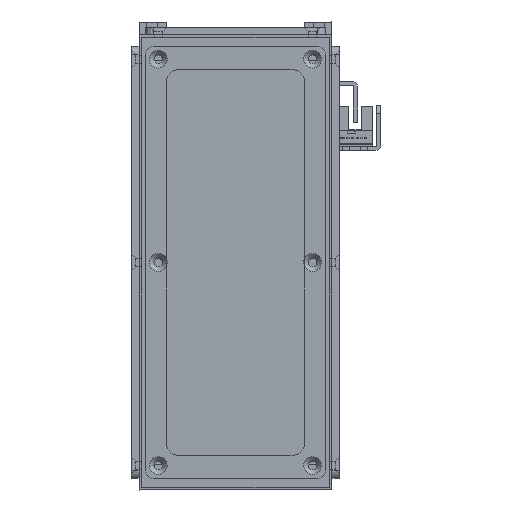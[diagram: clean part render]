
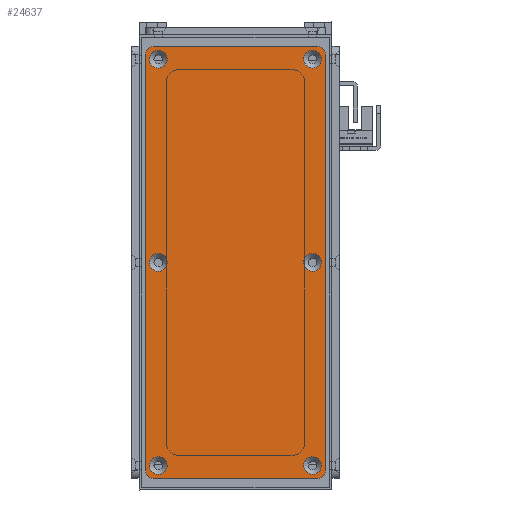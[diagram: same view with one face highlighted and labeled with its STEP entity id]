
A CAD part, left-side view. The second image highlights one B-rep face of the part: STEP entity #24637.
In plain terms, the highlighted face is planar.
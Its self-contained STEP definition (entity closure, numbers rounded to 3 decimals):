
#972=PLANE('',#27580);
#1460=FACE_BOUND('',#5110,.T.);
#1461=FACE_BOUND('',#5111,.T.);
#1462=FACE_BOUND('',#5112,.T.);
#1463=FACE_BOUND('',#5113,.T.);
#1464=FACE_BOUND('',#5114,.T.);
#1465=FACE_BOUND('',#5115,.T.);
#3369=FACE_OUTER_BOUND('',#5109,.T.);
#5109=EDGE_LOOP('',(#22694,#22695,#22696,#22697,#22698,#22699,#22700,#22701));
#5110=EDGE_LOOP('',(#22702));
#5111=EDGE_LOOP('',(#22703));
#5112=EDGE_LOOP('',(#22704));
#5113=EDGE_LOOP('',(#22705));
#5114=EDGE_LOOP('',(#22706));
#5115=EDGE_LOOP('',(#22707));
#7149=LINE('',#42392,#9230);
#7152=LINE('',#42400,#9233);
#7155=LINE('',#42408,#9236);
#7158=LINE('',#42415,#9239);
#9230=VECTOR('',#34496,10.);
#9233=VECTOR('',#34505,10.);
#9236=VECTOR('',#34514,10.);
#9239=VECTOR('',#34523,10.);
#10615=CIRCLE('',#27534,3.45);
#10618=CIRCLE('',#27539,3.45);
#10621=CIRCLE('',#27544,3.45);
#10624=CIRCLE('',#27549,3.45);
#10627=CIRCLE('',#27554,3.45);
#10630=CIRCLE('',#27559,3.45);
#10637=CIRCLE('',#27569,3.);
#10638=CIRCLE('',#27572,3.);
#10639=CIRCLE('',#27575,3.);
#10640=CIRCLE('',#27578,3.);
#12782=VERTEX_POINT('',#42308);
#12785=VERTEX_POINT('',#42318);
#12788=VERTEX_POINT('',#42328);
#12791=VERTEX_POINT('',#42338);
#12794=VERTEX_POINT('',#42348);
#12797=VERTEX_POINT('',#42358);
#12808=VERTEX_POINT('',#42385);
#12809=VERTEX_POINT('',#42387);
#12810=VERTEX_POINT('',#42391);
#12811=VERTEX_POINT('',#42395);
#12812=VERTEX_POINT('',#42399);
#12813=VERTEX_POINT('',#42403);
#12814=VERTEX_POINT('',#42407);
#12815=VERTEX_POINT('',#42411);
#16092=EDGE_CURVE('',#12782,#12782,#10615,.T.);
#16097=EDGE_CURVE('',#12785,#12785,#10618,.T.);
#16102=EDGE_CURVE('',#12788,#12788,#10621,.T.);
#16107=EDGE_CURVE('',#12791,#12791,#10624,.T.);
#16112=EDGE_CURVE('',#12794,#12794,#10627,.T.);
#16117=EDGE_CURVE('',#12797,#12797,#10630,.T.);
#16131=EDGE_CURVE('',#12809,#12808,#10637,.T.);
#16133=EDGE_CURVE('',#12810,#12809,#7149,.T.);
#16135=EDGE_CURVE('',#12811,#12810,#10638,.T.);
#16137=EDGE_CURVE('',#12812,#12811,#7152,.T.);
#16139=EDGE_CURVE('',#12813,#12812,#10639,.T.);
#16141=EDGE_CURVE('',#12814,#12813,#7155,.T.);
#16143=EDGE_CURVE('',#12815,#12814,#10640,.T.);
#16145=EDGE_CURVE('',#12808,#12815,#7158,.T.);
#22694=ORIENTED_EDGE('',*,*,#16145,.T.);
#22695=ORIENTED_EDGE('',*,*,#16143,.T.);
#22696=ORIENTED_EDGE('',*,*,#16141,.T.);
#22697=ORIENTED_EDGE('',*,*,#16139,.T.);
#22698=ORIENTED_EDGE('',*,*,#16137,.T.);
#22699=ORIENTED_EDGE('',*,*,#16135,.T.);
#22700=ORIENTED_EDGE('',*,*,#16133,.T.);
#22701=ORIENTED_EDGE('',*,*,#16131,.T.);
#22702=ORIENTED_EDGE('',*,*,#16092,.T.);
#22703=ORIENTED_EDGE('',*,*,#16097,.T.);
#22704=ORIENTED_EDGE('',*,*,#16102,.T.);
#22705=ORIENTED_EDGE('',*,*,#16107,.T.);
#22706=ORIENTED_EDGE('',*,*,#16112,.T.);
#22707=ORIENTED_EDGE('',*,*,#16117,.T.);
#24637=ADVANCED_FACE('',(#3369,#1460,#1461,#1462,#1463,#1464,#1465),#972,
 .T.);
#27534=AXIS2_PLACEMENT_3D('',#42309,#34404,#34405);
#27539=AXIS2_PLACEMENT_3D('',#42319,#34416,#34417);
#27544=AXIS2_PLACEMENT_3D('',#42329,#34428,#34429);
#27549=AXIS2_PLACEMENT_3D('',#42339,#34440,#34441);
#27554=AXIS2_PLACEMENT_3D('',#42349,#34452,#34453);
#27559=AXIS2_PLACEMENT_3D('',#42359,#34464,#34465);
#27569=AXIS2_PLACEMENT_3D('',#42388,#34491,#34492);
#27572=AXIS2_PLACEMENT_3D('',#42396,#34500,#34501);
#27575=AXIS2_PLACEMENT_3D('',#42404,#34509,#34510);
#27578=AXIS2_PLACEMENT_3D('',#42412,#34518,#34519);
#27580=AXIS2_PLACEMENT_3D('',#42416,#34524,#34525);
#34404=DIRECTION('center_axis',(0.,0.,-1.));
#34405=DIRECTION('ref_axis',(1.,0.,0.));
#34416=DIRECTION('center_axis',(0.,0.,-1.));
#34417=DIRECTION('ref_axis',(1.,0.,0.));
#34428=DIRECTION('center_axis',(0.,0.,-1.));
#34429=DIRECTION('ref_axis',(1.,0.,0.));
#34440=DIRECTION('center_axis',(0.,0.,-1.));
#34441=DIRECTION('ref_axis',(1.,0.,0.));
#34452=DIRECTION('center_axis',(0.,0.,-1.));
#34453=DIRECTION('ref_axis',(1.,0.,0.));
#34464=DIRECTION('center_axis',(0.,0.,-1.));
#34465=DIRECTION('ref_axis',(1.,0.,0.));
#34491=DIRECTION('center_axis',(0.,0.,1.));
#34492=DIRECTION('ref_axis',(-1.,0.,0.));
#34496=DIRECTION('',(0.,1.,0.));
#34500=DIRECTION('center_axis',(0.,0.,1.));
#34501=DIRECTION('ref_axis',(0.,1.,0.));
#34505=DIRECTION('',(1.,0.,0.));
#34509=DIRECTION('center_axis',(0.,0.,1.));
#34510=DIRECTION('ref_axis',(1.,0.,0.));
#34514=DIRECTION('',(0.,-1.,0.));
#34518=DIRECTION('center_axis',(0.,0.,1.));
#34519=DIRECTION('ref_axis',(0.,-1.,0.));
#34523=DIRECTION('',(-1.,0.,0.));
#34524=DIRECTION('center_axis',(0.,0.,1.));
#34525=DIRECTION('ref_axis',(1.,0.,0.));
#42308=CARTESIAN_POINT('',(-3.45,30.,1.5));
#42309=CARTESIAN_POINT('Origin',(0.,30.,1.5));
#42318=CARTESIAN_POINT('',(75.55,-30.,1.5));
#42319=CARTESIAN_POINT('Origin',(79.,-30.,1.5));
#42328=CARTESIAN_POINT('',(-82.45,30.,1.5));
#42329=CARTESIAN_POINT('Origin',(-79.,30.,1.5));
#42338=CARTESIAN_POINT('',(75.55,30.,1.5));
#42339=CARTESIAN_POINT('Origin',(79.,30.,1.5));
#42348=CARTESIAN_POINT('',(-82.45,-30.,1.5));
#42349=CARTESIAN_POINT('Origin',(-79.,-30.,1.5));
#42358=CARTESIAN_POINT('',(-3.45,-30.,1.5));
#42359=CARTESIAN_POINT('Origin',(0.,-30.,1.5));
#42385=CARTESIAN_POINT('',(81.,35.,1.5));
#42387=CARTESIAN_POINT('',(84.,32.,1.5));
#42388=CARTESIAN_POINT('Origin',(81.,32.,1.5));
#42391=CARTESIAN_POINT('',(84.,-32.,1.5));
#42392=CARTESIAN_POINT('',(84.,32.,1.5));
#42395=CARTESIAN_POINT('',(81.,-35.,1.5));
#42396=CARTESIAN_POINT('Origin',(81.,-32.,1.5));
#42399=CARTESIAN_POINT('',(-81.,-35.,1.5));
#42400=CARTESIAN_POINT('',(81.,-35.,1.5));
#42403=CARTESIAN_POINT('',(-84.,-32.,1.5));
#42404=CARTESIAN_POINT('Origin',(-81.,-32.,1.5));
#42407=CARTESIAN_POINT('',(-84.,32.,1.5));
#42408=CARTESIAN_POINT('',(-84.,-32.,1.5));
#42411=CARTESIAN_POINT('',(-81.,35.,1.5));
#42412=CARTESIAN_POINT('Origin',(-81.,32.,1.5));
#42415=CARTESIAN_POINT('',(-81.,35.,1.5));
#42416=CARTESIAN_POINT('Origin',(0.,0.,
1.5));
